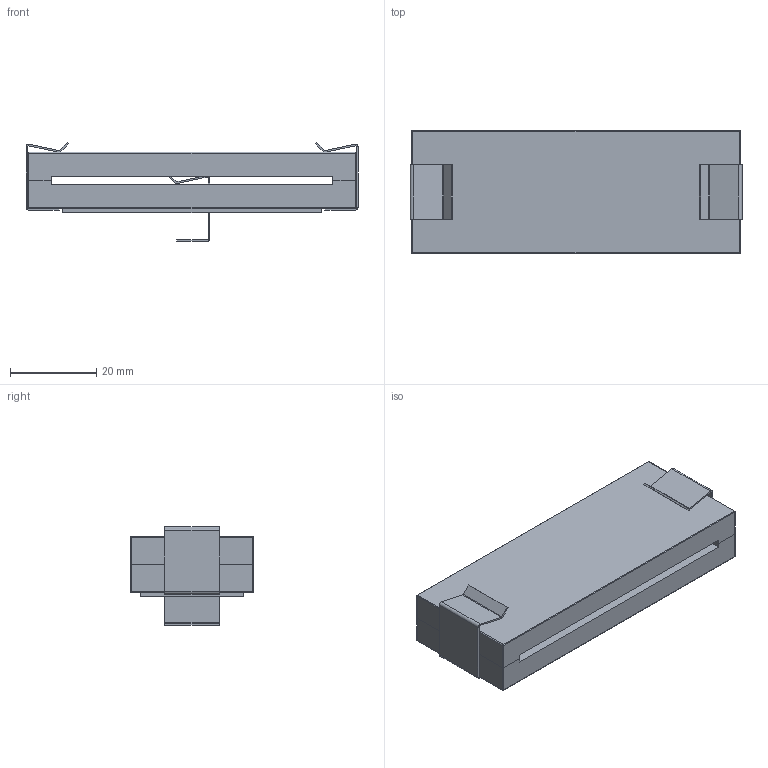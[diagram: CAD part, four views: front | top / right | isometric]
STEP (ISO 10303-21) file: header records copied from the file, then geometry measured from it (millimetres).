
FILE_DESCRIPTION( ( 'Unknown' ), '1' );
FILE_NAME( '74272593.stp', 'Unknown', ( 'Unknown' ), ( 'Unknown' ), 'XStep 1.0', 'Unknown', ' ' );
FILE_SCHEMA( ( 'automotive_design' ) );
Length unit declared in the file: millimetre
Products named in the file (4): Assem1; Ferrit; 74277005_f黵 Konstruktion; adhesive tape
Bounding box: 77 x 28.5 x 22.89 mm (x, y, z)
Volume: 40134.2 mm3; surface area: 25512.5 mm2
Topology: 8 solids, 8 shells, 132 faces, 324 edges, 196 vertices
Faces by surface type: plane 78, cylinder 42, sphere 12
Entity records: 1433 total; most frequent: DIRECTION 240, CARTESIAN_POINT 228, ORIENTED_EDGE 216, EDGE_CURVE 108, AXIS2_PLACEMENT_3D 80, LINE 80, VECTOR 80, VERTEX_POINT 68
